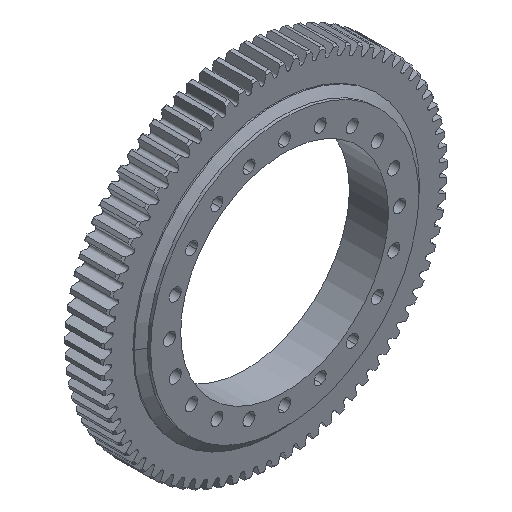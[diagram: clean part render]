
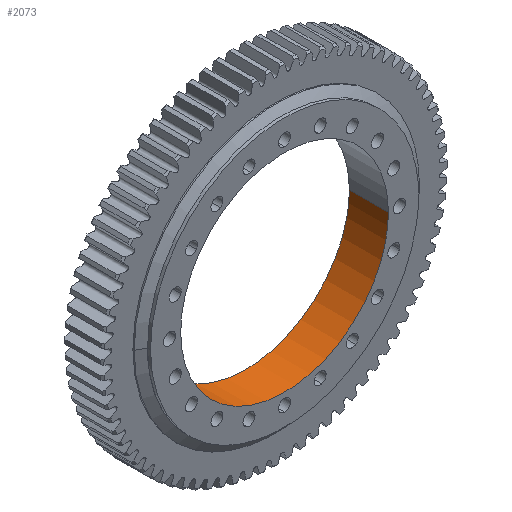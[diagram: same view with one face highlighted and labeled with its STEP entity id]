
A CAD part, isometric view. The second image highlights one B-rep face of the part: STEP entity #2073.
In plain terms, the highlighted free-form (B-spline) face has degree [2, 1] with [5, 2] control points.
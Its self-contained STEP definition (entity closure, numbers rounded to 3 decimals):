
#300 = EDGE_CURVE('',#301,#303,#305,.T.);
#301 = VERTEX_POINT('',#302);
#302 = CARTESIAN_POINT('',(-164.956,16.7,0.));
#303 = VERTEX_POINT('',#304);
#304 = CARTESIAN_POINT('',(164.956,16.7,
    0.));
#305 = ( BOUNDED_CURVE() B_SPLINE_CURVE(2,(#306,#307,#308,#309,#310),
.UNSPECIFIED.,.F.,.F.) B_SPLINE_CURVE_WITH_KNOTS((3,2,3),(0.,
1.571,3.142),.PIECEWISE_BEZIER_KNOTS.) CURVE() 
GEOMETRIC_REPRESENTATION_ITEM() RATIONAL_B_SPLINE_CURVE((1.,
0.707,1.,0.707,1.)) REPRESENTATION_ITEM('') );
#306 = CARTESIAN_POINT('',(-164.956,16.7,0.));
#307 = CARTESIAN_POINT('',(-164.956,16.7,
    -164.956));
#308 = CARTESIAN_POINT('',(0.,16.7,
    -164.956));
#309 = CARTESIAN_POINT('',(164.956,16.7,
    -164.956));
#310 = CARTESIAN_POINT('',(164.956,16.7,
    0.));
#846 = VERTEX_POINT('',#847);
#847 = CARTESIAN_POINT('',(-164.956,-45.329,0.));
#848 = VERTEX_POINT('',#849);
#849 = CARTESIAN_POINT('',(164.956,-45.329,
    0.));
#857 = EDGE_CURVE('',#846,#848,#858,.T.);
#858 = ( BOUNDED_CURVE() B_SPLINE_CURVE(2,(#859,#860,#861,#862,#863),
.UNSPECIFIED.,.F.,.F.) B_SPLINE_CURVE_WITH_KNOTS((3,2,3),(0.,
1.571,3.142),.PIECEWISE_BEZIER_KNOTS.) CURVE() 
GEOMETRIC_REPRESENTATION_ITEM() RATIONAL_B_SPLINE_CURVE((1.,
0.707,1.,0.707,1.)) REPRESENTATION_ITEM('') );
#859 = CARTESIAN_POINT('',(-164.956,-45.329,0.));
#860 = CARTESIAN_POINT('',(-164.956,-45.329,
    -164.956));
#861 = CARTESIAN_POINT('',(0.,-45.329,
    -164.956));
#862 = CARTESIAN_POINT('',(164.956,-45.329,
    -164.956));
#863 = CARTESIAN_POINT('',(164.956,-45.329,
    0.));
#2051 = EDGE_CURVE('',#301,#846,#2052,.T.);
#2052 = B_SPLINE_CURVE_WITH_KNOTS('',1,(#2053,#2054),.UNSPECIFIED.,.F.,
  .F.,(2,2),(0.,45.5),.PIECEWISE_BEZIER_KNOTS.);
#2053 = CARTESIAN_POINT('',(-164.956,16.7,0.));
#2054 = CARTESIAN_POINT('',(-164.956,-45.329,0.));
#2057 = EDGE_CURVE('',#303,#848,#2058,.T.);
#2058 = B_SPLINE_CURVE_WITH_KNOTS('',1,(#2059,#2060),.UNSPECIFIED.,.F.,
  .F.,(2,2),(0.,45.5),.PIECEWISE_BEZIER_KNOTS.);
#2059 = CARTESIAN_POINT('',(164.956,16.7,
    0.));
#2060 = CARTESIAN_POINT('',(164.956,-45.329,
    0.));
#2073 = ADVANCED_FACE('',(#2074),#2080,.F.);
#2074 = FACE_BOUND('',#2075,.F.);
#2075 = EDGE_LOOP('',(#2076,#2077,#2078,#2079));
#2076 = ORIENTED_EDGE('',*,*,#2051,.F.);
#2077 = ORIENTED_EDGE('',*,*,#300,.T.);
#2078 = ORIENTED_EDGE('',*,*,#2057,.T.);
#2079 = ORIENTED_EDGE('',*,*,#857,.F.);
#2080 = ( BOUNDED_SURFACE() B_SPLINE_SURFACE(2,1,(
    (#2081,#2082)
    ,(#2083,#2084)
    ,(#2085,#2086)
    ,(#2087,#2088)
    ,(#2089,#2090
)),.UNSPECIFIED.,.F.,.F.,.F.) B_SPLINE_SURFACE_WITH_KNOTS((3,2,3),(2,2),
  (3.142,4.712,6.283),(2.275,47.775),
.PIECEWISE_BEZIER_KNOTS.) GEOMETRIC_REPRESENTATION_ITEM() 
RATIONAL_B_SPLINE_SURFACE((
    (1.,1.)
    ,(0.707,0.707)
    ,(1.,1.)
    ,(0.707,0.707)
,(1.,1.))) REPRESENTATION_ITEM('') SURFACE() );
#2081 = CARTESIAN_POINT('',(164.956,-45.329,
    0.));
#2082 = CARTESIAN_POINT('',(164.956,16.7,
    0.));
#2083 = CARTESIAN_POINT('',(164.956,-45.329,
    -164.956));
#2084 = CARTESIAN_POINT('',(164.956,16.7,
    -164.956));
#2085 = CARTESIAN_POINT('',(0.,-45.329,
    -164.956));
#2086 = CARTESIAN_POINT('',(0.,16.7,
    -164.956));
#2087 = CARTESIAN_POINT('',(-164.956,-45.329,
    -164.956));
#2088 = CARTESIAN_POINT('',(-164.956,16.7,
    -164.956));
#2089 = CARTESIAN_POINT('',(-164.956,-45.329,
    0.));
#2090 = CARTESIAN_POINT('',(-164.956,16.7,
    0.));
